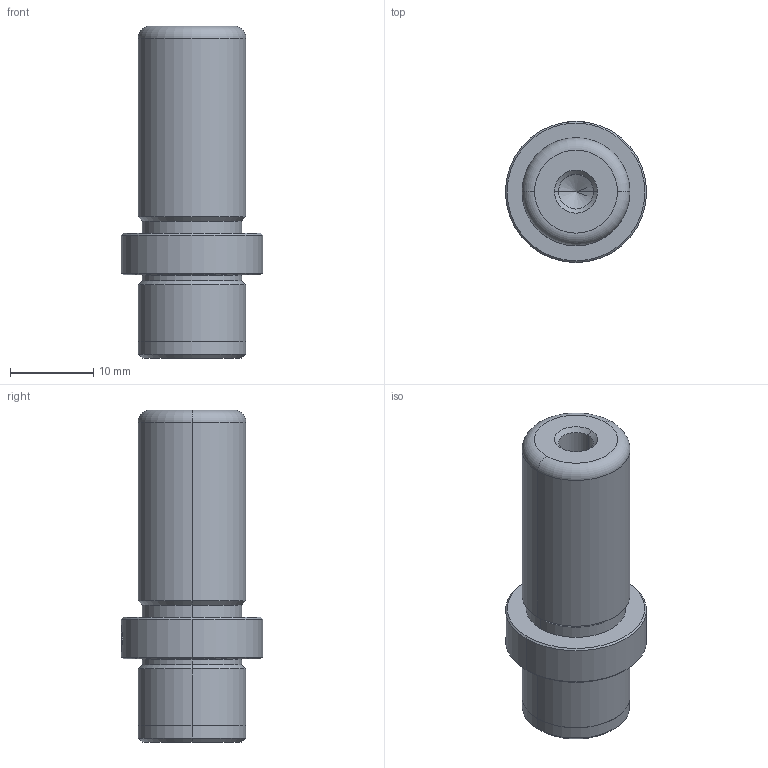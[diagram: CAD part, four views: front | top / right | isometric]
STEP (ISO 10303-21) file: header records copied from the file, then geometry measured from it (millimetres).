
FILE_DESCRIPTION (( 'STEP AP214' ), '1' );
FILE_NAME ('SGPW-D13-30.step', '2021-07-29T09:05:33', ( 'User' ), ( 'china' ), 'SwSTEP 2.0', 'SolidWorks 2016', '' );
FILE_SCHEMA (( 'AUTOMOTIVE_DESIGN' ));
Length unit declared in the file: millimetre
Products named in the file (1): SGPW-D13-30
Bounding box: 17 x 17 x 40 mm (x, y, z)
Volume: 5235.6 mm3; surface area: 2569.5 mm2
Topology: 1 solids, 1 shells, 66 faces, 148 edges, 88 vertices
Faces by surface type: cylinder 28, cone 20, plane 14, torus 4
Entity records: 2076 total; most frequent: CARTESIAN_POINT 555, DIRECTION 312, ORIENTED_EDGE 288, EDGE_CURVE 144, AXIS2_PLACEMENT_3D 125, VERTEX_POINT 88, EDGE_LOOP 74, FACE_OUTER_BOUND 66
